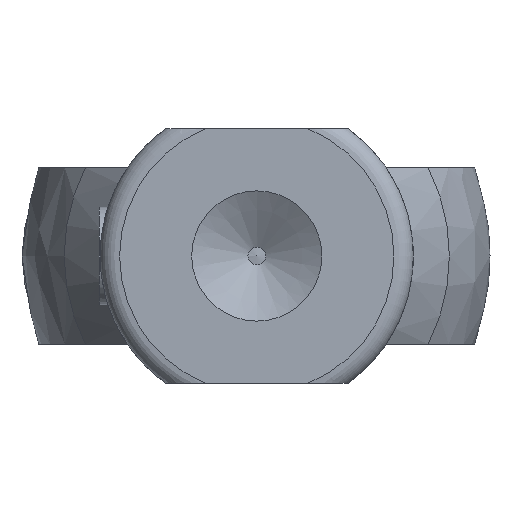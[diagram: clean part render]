
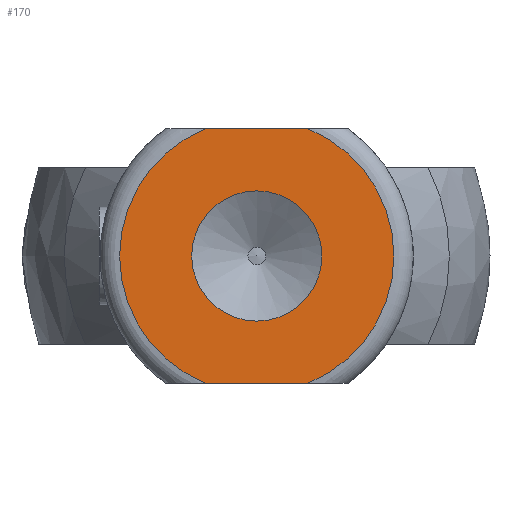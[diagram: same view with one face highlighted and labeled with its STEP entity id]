
A CAD part, left-side view. The second image highlights one B-rep face of the part: STEP entity #170.
In plain terms, the highlighted planar face has unit normal (-1, 0, 0).
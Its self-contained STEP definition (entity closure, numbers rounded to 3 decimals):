
#170 = ADVANCED_FACE( '', ( #348, #349 ), #350, .F. );
#348 = FACE_OUTER_BOUND( '', #533, .T. );
#349 = FACE_BOUND( '', #534, .T. );
#350 = PLANE( '', #535 );
#533 = EDGE_LOOP( '', ( #798, #799, #800, #801 ) );
#534 = EDGE_LOOP( '', ( #802 ) );
#535 = AXIS2_PLACEMENT_3D( '', #803, #804, #805 );
#798 = ORIENTED_EDGE( '', *, *, #1025, .F. );
#799 = ORIENTED_EDGE( '', *, *, #1026, .T. );
#800 = ORIENTED_EDGE( '', *, *, #1027, .F. );
#801 = ORIENTED_EDGE( '', *, *, #1028, .F. );
#802 = ORIENTED_EDGE( '', *, *, #1008, .T. );
#803 = CARTESIAN_POINT( '', ( 0., 0., 0. ) );
#804 = DIRECTION( '', ( 1., 0., 0. ) );
#805 = DIRECTION( '', ( 0., 0., -1. ) );
#1008 = EDGE_CURVE( '', #1175, #1175, #1176, .T. );
#1025 = EDGE_CURVE( '', #1199, #1200, #1201, .T. );
#1026 = EDGE_CURVE( '', #1199, #1202, #1203, .T. );
#1027 = EDGE_CURVE( '', #1204, #1202, #1205, .T. );
#1028 = EDGE_CURVE( '', #1200, #1204, #1206, .T. );
#1175 = VERTEX_POINT( '', #1469 );
#1176 = CIRCLE( '', #1470, 3.324 );
#1199 = VERTEX_POINT( '', #1500 );
#1200 = VERTEX_POINT( '', #1501 );
#1201 = CIRCLE( '', #1502, 7. );
#1202 = VERTEX_POINT( '', #1503 );
#1203 = LINE( '', #1504, #1505 );
#1204 = VERTEX_POINT( '', #1506 );
#1205 = CIRCLE( '', #1507, 7. );
#1206 = LINE( '', #1508, #1509 );
#1469 = CARTESIAN_POINT( '', ( 0., 0., -3.324 ) );
#1470 = AXIS2_PLACEMENT_3D( '', #1757, #1758, #1759 );
#1500 = CARTESIAN_POINT( '', ( 0., 2.598, -6.5 ) );
#1501 = CARTESIAN_POINT( '', ( 0., 2.598, 6.5 ) );
#1502 = AXIS2_PLACEMENT_3D( '', #1781, #1782, #1783 );
#1503 = CARTESIAN_POINT( '', ( 0., -2.598, -6.5 ) );
#1504 = CARTESIAN_POINT( '', ( 0., 12., -6.5 ) );
#1505 = VECTOR( '', #1784, 1000. );
#1506 = CARTESIAN_POINT( '', ( 0., -2.598, 6.5 ) );
#1507 = AXIS2_PLACEMENT_3D( '', #1785, #1786, #1787 );
#1508 = CARTESIAN_POINT( '', ( 0., 12., 6.5 ) );
#1509 = VECTOR( '', #1788, 1000. );
#1757 = CARTESIAN_POINT( '', ( 0., 0., 0. ) );
#1758 = DIRECTION( '', ( 1., 0., 0. ) );
#1759 = DIRECTION( '', ( 0., 0., -1. ) );
#1781 = CARTESIAN_POINT( '', ( 0., 0., 0. ) );
#1782 = DIRECTION( '', ( 1., 0., 0. ) );
#1783 = DIRECTION( '', ( 0., 0., -1. ) );
#1784 = DIRECTION( '', ( 0., -1., 0. ) );
#1785 = CARTESIAN_POINT( '', ( 0., 0., 0. ) );
#1786 = DIRECTION( '', ( 1., 0., 0. ) );
#1787 = DIRECTION( '', ( 0., 0., -1. ) );
#1788 = DIRECTION( '', ( 0., -1., 0. ) );
